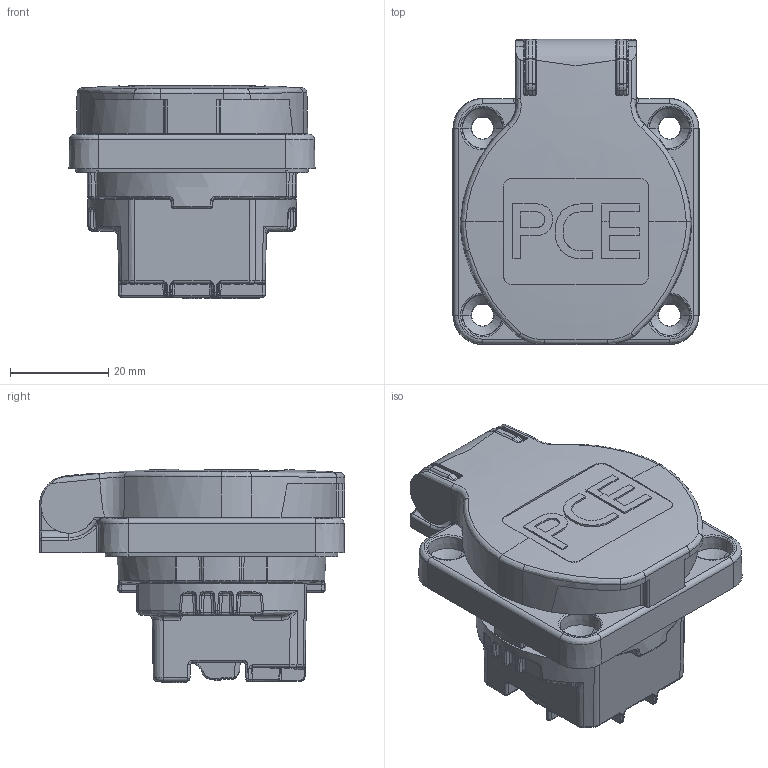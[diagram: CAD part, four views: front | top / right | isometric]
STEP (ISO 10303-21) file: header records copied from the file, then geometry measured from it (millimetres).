
FILE_DESCRIPTION (( 'STEP AP203' ), '1' );
FILE_NAME ('S-NOVA 109-0b 50x50 dt ZFK.STEP', '2017-11-23T11:00:02', ( '' ), ( '' ), 'SwSTEP 2.0', 'SolidWorks 2016', '' );
FILE_SCHEMA (( 'CONFIG_CONTROL_DESIGN' ));
Length unit declared in the file: millimetre
Products named in the file (1): S-NOVA 109-0b 50x50 dt ZFK
Bounding box: 50 x 62 x 43.43 mm (x, y, z)
Volume: 64971.6 mm3; surface area: 15644.5 mm2
Topology: 1 solids, 1 shells, 1857 faces, 4780 edges, 2905 vertices
Faces by surface type: bspline 718, plane 551, cylinder 499, cone 89
Entity records: 76107 total; most frequent: CARTESIAN_POINT 36977, ORIENTED_EDGE 9436, DIRECTION 6386, EDGE_CURVE 4718, VERTEX_POINT 2905, AXIS2_PLACEMENT_3D 2213, VECTOR 1960, LINE 1960
